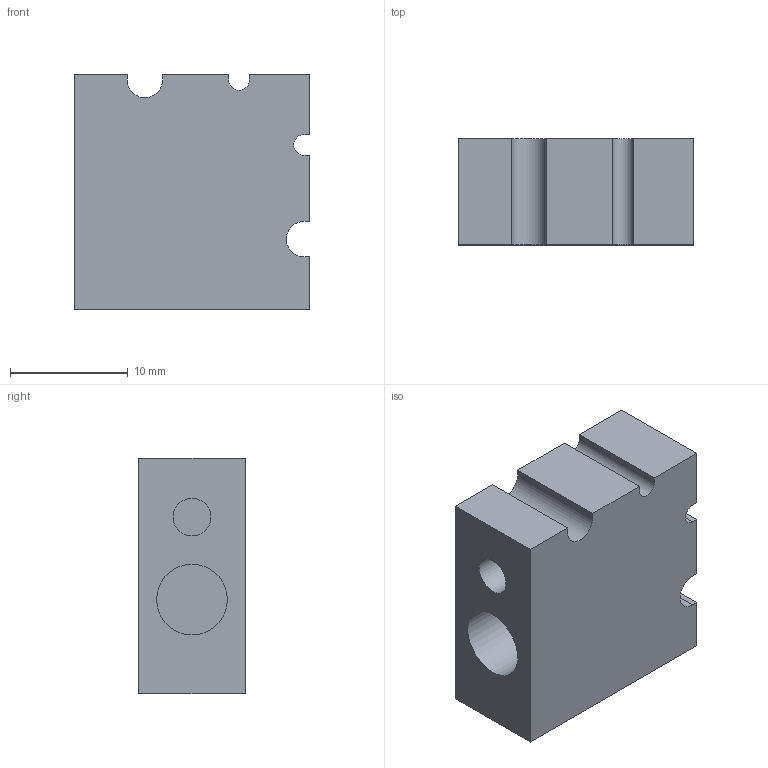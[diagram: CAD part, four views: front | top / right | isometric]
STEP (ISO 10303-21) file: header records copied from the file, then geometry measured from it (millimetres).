
FILE_DESCRIPTION(('FreeCAD Model'),'2;1');
FILE_NAME('FuseBlocV2.stp', '2017-10-11T12:03:29',('Author'),(''), 'Open CASCADE STEP processor 6.8','FreeCAD','Unknown');
FILE_SCHEMA(('AUTOMOTIVE_DESIGN_CC2 { 1 2 10303 214 -1 1 5 4 }'));
Length unit declared in the file: millimetre
Products named in the file (2): ASSEMBLY; Cut
Assembly tree (1 placements, depth 2):
  ASSEMBLY
    Cut
Bounding box: 20 x 9 x 20 mm (x, y, z)
Volume: 2897.7 mm3; surface area: 2028.1 mm2
Topology: 1 solids, 1 shells, 28 faces, 78 edges, 54 vertices
Faces by surface type: plane 20, cylinder 8
Full cylindrical faces by diameter (mm): 2.905 x1, 3 x1, 3.2 x1, 6 x1
Entity records: 2891 total; most frequent: CARTESIAN_POINT 1354, DIRECTION 258, LINE 166, VECTOR 166, ORIENTED_EDGE 156, PCURVE 156, DEFINITIONAL_REPRESENTATION 156, EDGE_CURVE 78
